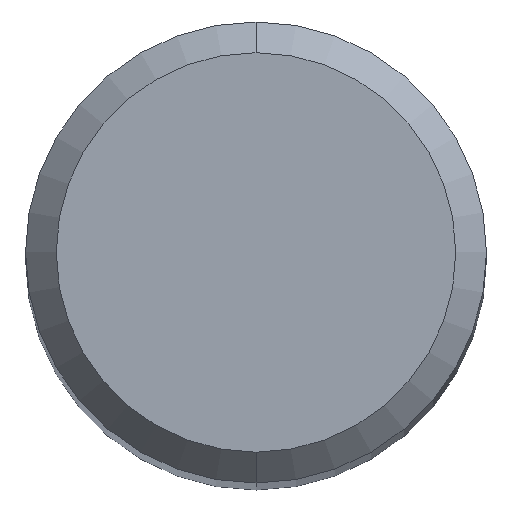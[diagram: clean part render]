
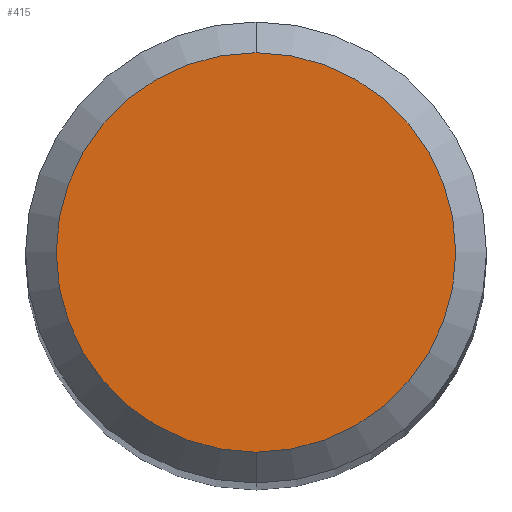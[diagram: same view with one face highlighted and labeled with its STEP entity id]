
A CAD part, top view. The second image highlights one B-rep face of the part: STEP entity #415.
In plain terms, the highlighted planar face has unit normal (0, 0, 1).
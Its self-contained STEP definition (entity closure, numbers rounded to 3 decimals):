
#235=VERTEX_POINT('',#547);
#263=VERTEX_POINT('',#578);
#321=EDGE_CURVE('',#263,#235,#645,.T.);
#341=EDGE_CURVE('',#235,#263,#666,.T.);
#415=ADVANCED_FACE('',(#746),#747,.T.);
#547=CARTESIAN_POINT('',(0.0,2.6,0.0));
#578=CARTESIAN_POINT('',(0.,-2.6,0.0));
#645=CIRCLE('',#1130,2.6);
#666=CIRCLE('',#1176,2.6);
#746=FACE_OUTER_BOUND('',#1332,.T.);
#747=PLANE('',#1333);
#1130=AXIS2_PLACEMENT_3D('',#1641,#1642,#1643);
#1176=AXIS2_PLACEMENT_3D('',#1654,#1655,#1656);
#1332=EDGE_LOOP('',(#1742,#1743));
#1333=AXIS2_PLACEMENT_3D('',#1744,#1745,#1746);
#1641=CARTESIAN_POINT('',(0.0,0.0,0.0));
#1642=DIRECTION('',(0.0,0.0,-1.0));
#1643=DIRECTION('',(0.0,1.0,0.0));
#1654=CARTESIAN_POINT('',(0.0,0.0,0.0));
#1655=DIRECTION('',(0.0,0.0,-1.0));
#1656=DIRECTION('',(0.0,1.0,0.0));
#1742=ORIENTED_EDGE('',*,*,#341,.F.);
#1743=ORIENTED_EDGE('',*,*,#321,.F.);
#1744=CARTESIAN_POINT('',(0.0,1.3,0.0));
#1745=DIRECTION('',(-0.0,0.0,1.0));
#1746=DIRECTION('',(0.0,-1.0,0.0));
